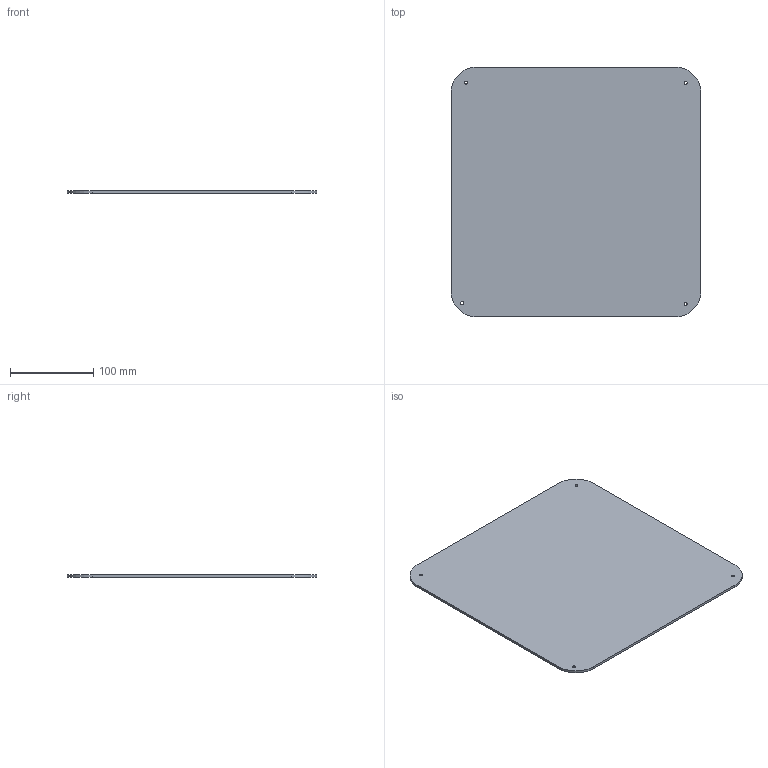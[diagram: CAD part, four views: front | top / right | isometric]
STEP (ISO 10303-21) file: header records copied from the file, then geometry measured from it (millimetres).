
FILE_DESCRIPTION (( 'STEP AP214' ), '1' );
FILE_NAME ('plansupport.STEP', '2022-10-08T16:12:57', ( '' ), ( '' ), 'SwSTEP 2.0', 'SolidWorks 2021', '' );
FILE_SCHEMA (( 'AUTOMOTIVE_DESIGN' ));
Length unit declared in the file: millimetre
Products named in the file (1): plansupport
Bounding box: 300 x 300 x 3 mm (x, y, z)
Volume: 266522.2 mm3; surface area: 182502.5 mm2
Topology: 1 solids, 1 shells, 567 faces, 1596 edges, 1064 vertices
Faces by surface type: bspline 414, plane 141, cylinder 12
Entity records: 26496 total; most frequent: CARTESIAN_POINT 8610, ORIENTED_EDGE 3192, EDGE_CURVE 1596, DIRECTION 1100, VERTEX_POINT 1064, B_SPLINE_CURVE_WITH_KNOTS 828, VECTOR 744, LINE 744
